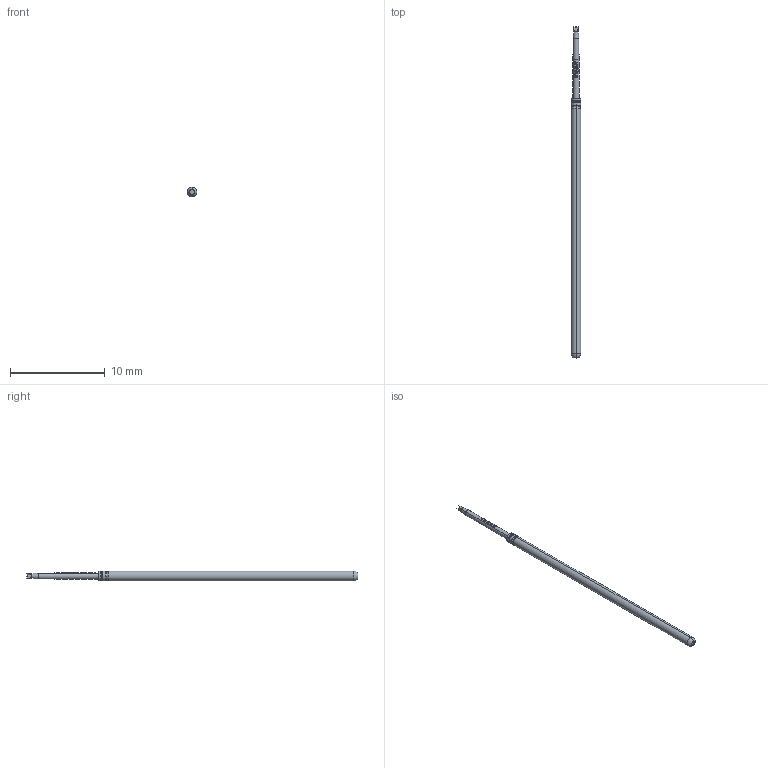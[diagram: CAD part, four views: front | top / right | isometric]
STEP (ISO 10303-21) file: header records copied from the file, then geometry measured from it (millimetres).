
FILE_DESCRIPTION (( 'STEP AP203' ), '1' );
FILE_NAME ('INGUN_GKS-075_214_050_A_xx00_LH.STEP', '2021-09-27T09:06:40', ( 'ochi' ), ( '' ), 'SwSTEP 2.0', 'SolidWorks 2018', '' );
FILE_SCHEMA (( 'CONFIG_CONTROL_DESIGN' ));
Length unit declared in the file: millimetre
Products named in the file (1): INGUN_GKS-075_214_050_A_xx00_LH
Bounding box: 1.02 x 35.1 x 1.02 mm (x, y, z)
Volume: 24.5 mm3; surface area: 104.2 mm2
Topology: 1 solids, 1 shells, 95 faces, 228 edges, 141 vertices
Faces by surface type: bspline 51, cone 12, cylinder 12, torus 10, plane 10
Entity records: 3745 total; most frequent: CARTESIAN_POINT 1934, ORIENTED_EDGE 456, EDGE_CURVE 228, DIRECTION 188, B_SPLINE_CURVE_WITH_KNOTS 160, VERTEX_POINT 141, EDGE_LOOP 101, ADVANCED_FACE 95
